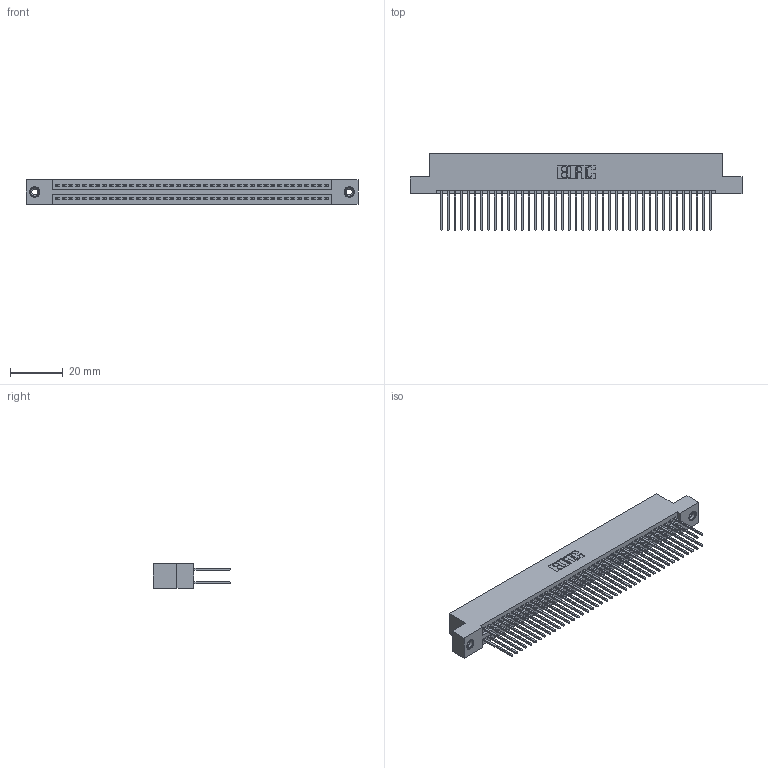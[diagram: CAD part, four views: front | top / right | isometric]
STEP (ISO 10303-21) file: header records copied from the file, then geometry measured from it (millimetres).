
FILE_DESCRIPTION (( 'STEP AP203' ), '1' );
FILE_NAME ('345-082-540-208.STEP', '2019-11-01T01:07:07', ( '' ), ( '' ), 'SwSTEP 2.0', 'SolidWorks 2016', '' );
FILE_SCHEMA (( 'CONFIG_CONTROL_DESIGN' ));
Length unit declared in the file: inch
Products named in the file (4): 345-292-001_345-293-140; 345 Part_Flush Mounting Lugs - 0.156 Dia-TI; 345-250-001_345-250-003-102; 345-082-540-208
Assembly tree (85 placements, depth 2):
  345-082-540-208
    345 Part_Flush Mounting Lugs - 0.156 Dia-TI
    345-292-001_345-293-140  x82
    345-250-001_345-250-003-102  x2
Bounding box: 125.35 x 29.13 x 9.4 mm (x, y, z)
Volume: 12471.6 mm3; surface area: 19871.4 mm2
Topology: 85 solids, 85 shells, 4286 faces, 12695 edges, 8346 vertices
Faces by surface type: plane 2818, cylinder 1452, cone 12, torus 4
Entity records: 33508 total; most frequent: CARTESIAN_POINT 5599, ORIENTED_EDGE 5526, DIRECTION 4965, EDGE_CURVE 2763, LINE 2447, VECTOR 2447, VERTEX_POINT 1836, AXIS2_PLACEMENT_3D 1259
